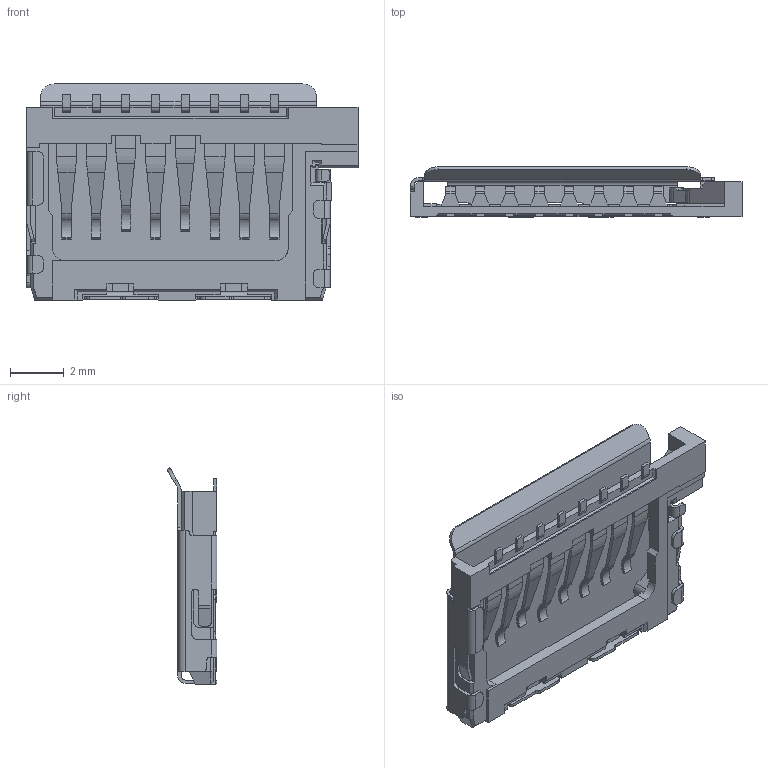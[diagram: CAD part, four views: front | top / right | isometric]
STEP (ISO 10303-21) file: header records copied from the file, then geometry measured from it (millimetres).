
FILE_DESCRIPTION((''),'2;1');
FILE_NAME('C-2199303-2','2017-11-22T',('workeradm'),('TE Connectivity Ltd.'),'CREO PARAMETRIC BY PTC INC, 2016050','CREO PARAMETRIC BY PTC INC, 2016050','');
FILE_SCHEMA(('AUTOMOTIVE_DESIGN { 1 0 10303 214 1 1 1 1 }'));
Length unit declared in the file: millimetre
Products named in the file (1): C-2199303-2
Bounding box: 12.3 x 1.85 x 8.01 mm (x, y, z)
Volume: 34.1 mm3; surface area: 395.2 mm2
Topology: 1 solids, 1 shells, 539 faces, 1569 edges, 1028 vertices
Faces by surface type: plane 388, cylinder 151
Entity records: 17878 total; most frequent: CARTESIAN_POINT 3248, ORIENTED_EDGE 3138, DIRECTION 2914, EDGE_CURVE 1569, VECTOR 1226, LINE 1226, VERTEX_POINT 1028, AXIS2_PLACEMENT_3D 844
